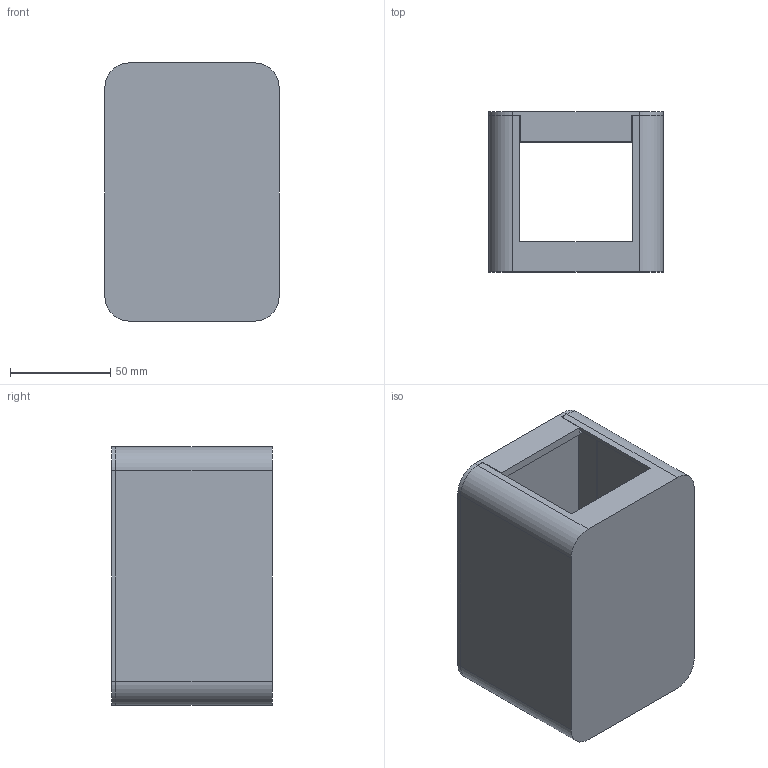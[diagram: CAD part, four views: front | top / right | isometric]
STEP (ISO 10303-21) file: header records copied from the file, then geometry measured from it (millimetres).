
FILE_DESCRIPTION (( 'STEP AP214' ), '1' );
FILE_NAME ('robotic case.STEP', '2022-10-14T14:08:03', ( 'Chester' ), ( '' ), 'SwSTEP 2.0', 'SolidWorks 2018', '' );
FILE_SCHEMA (( 'AUTOMOTIVE_DESIGN' ));
Length unit declared in the file: millimetre
Products named in the file (1): robotic case
Bounding box: 87 x 80 x 129 mm (x, y, z)
Volume: 128374.3 mm3; surface area: 103611.6 mm2
Topology: 2 solids, 2 shells, 85 faces, 224 edges, 144 vertices
Faces by surface type: plane 57, cylinder 20, cone 8
Entity records: 2641 total; most frequent: CARTESIAN_POINT 454, ORIENTED_EDGE 448, DIRECTION 444, EDGE_CURVE 224, VECTOR 176, LINE 176, VERTEX_POINT 144, AXIS2_PLACEMENT_3D 134
